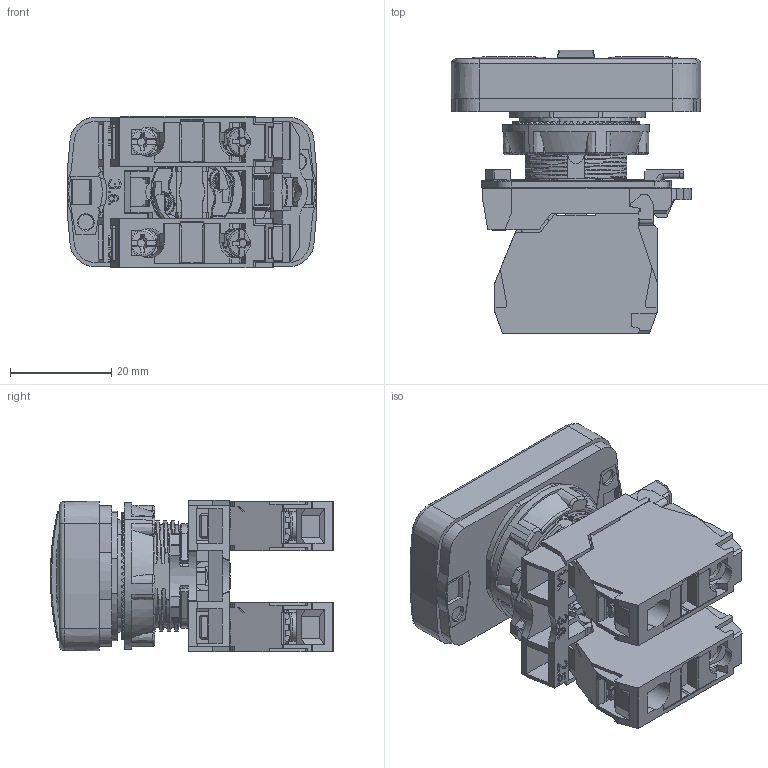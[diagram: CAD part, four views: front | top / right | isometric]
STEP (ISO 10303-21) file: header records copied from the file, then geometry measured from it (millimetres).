
FILE_DESCRIPTION((''),'2;1');
FILE_NAME('XB5AL8325_ASM','2023-07-04T',('Administrator'),('zyb.com'),'PRO/ENGINEER BY PARAMETRIC TECHNOLOGY CORPORATION, 2010280','PRO/ENGINEER BY PARAMETRIC TECHNOLOGY CORPORATION, 2010280','');
FILE_SCHEMA(('AUTOMOTIVE_DESIGN { 1 0 10303 214 1 1 1 1 }'));
Products named in the file (5): ZB5AZ009; ZBE101; ZBE102; ZB5AL832C; XB5AL8325_ASM
Assembly tree (4 placements, depth 2):
  XB5AL8325_ASM
    ZB5AZ009
    ZBE101
    ZBE102
    ZB5AL832C
Bounding box: 49.35 x 55.9 x 30 mm (x, y, z)
Volume: 34206.7 mm3; surface area: 25650.7 mm2
Topology: 24 solids, 51 shells, 5551 faces, 15113 edges, 9753 vertices
Faces by surface type: plane 3153, cylinder 1312, bspline 526, cone 255, torus 189, sphere 72, extrusion 28, revolution 16
Entity records: 245356 total; most frequent: CARTESIAN_POINT 69457, ORIENTED_EDGE 30210, DIRECTION 25967, EDGE_CURVE 15105, VECTOR 9827, LINE 9799, VERTEX_POINT 9753, AXIS2_PLACEMENT_3D 8062
